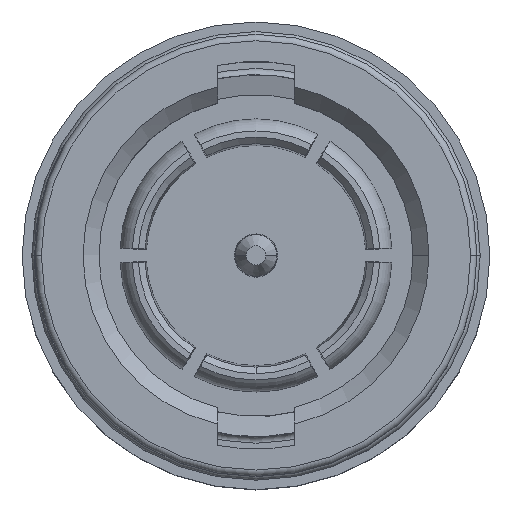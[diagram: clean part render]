
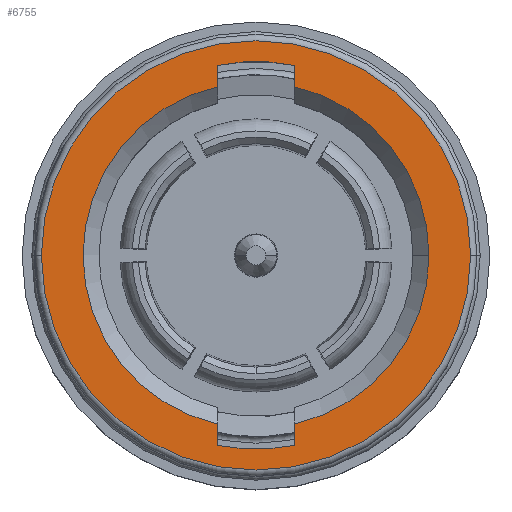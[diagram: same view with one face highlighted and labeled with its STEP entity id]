
A CAD part, top view. The second image highlights one B-rep face of the part: STEP entity #6755.
In plain terms, the highlighted planar face has unit normal (0, 0, 1).
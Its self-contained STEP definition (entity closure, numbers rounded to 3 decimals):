
#154 = CARTESIAN_POINT ( 'NONE',  ( 1.2, -5.265, 0.85 ) ) ;
#156 = EDGE_CURVE ( 'NONE', #14117, #12154, #13857, .T. ) ;
#248 = DIRECTION ( 'NONE',  ( 0., 0., -1. ) ) ;
#341 = CARTESIAN_POINT ( 'NONE',  ( -1.2, -5.93, 0.85 ) ) ;
#421 = CARTESIAN_POINT ( 'NONE',  ( -1.2, 4.751, 0.85 ) ) ;
#572 = CARTESIAN_POINT ( 'NONE',  ( -1.2, 5.265, 0.85 ) ) ;
#671 = AXIS2_PLACEMENT_3D ( 'NONE', #5469, #14063, #6692 ) ;
#1067 = EDGE_CURVE ( 'NONE', #10880, #13252, #14620, .T. ) ;
#1439 = DIRECTION ( 'NONE',  ( 0., 1., 0. ) ) ;
#1466 = AXIS2_PLACEMENT_3D ( 'NONE', #9525, #2186, #10748 ) ;
#1510 = DIRECTION ( 'NONE',  ( 0., 0., 1. ) ) ;
#1525 = VECTOR ( 'NONE', #6371, 1000. ) ;
#1578 = DIRECTION ( 'NONE',  ( 0., 1., 0. ) ) ;
#1670 = DIRECTION ( 'NONE',  ( 0., -1., 0. ) ) ;
#1733 = DIRECTION ( 'NONE',  ( 0., 0., 1. ) ) ;
#1851 = ORIENTED_EDGE ( 'NONE', *, *, #4229, .T. ) ;
#1981 = CARTESIAN_POINT ( 'NONE',  ( 6.7, 0., 0.85 ) ) ;
#2139 = AXIS2_PLACEMENT_3D ( 'NONE', #4167, #12765, #5403 ) ;
#2186 = DIRECTION ( 'NONE',  ( 0., 0., 1. ) ) ;
#2396 = ORIENTED_EDGE ( 'NONE', *, *, #10698, .F. ) ;
#2842 = ORIENTED_EDGE ( 'NONE', *, *, #11914, .T. ) ;
#3188 = VECTOR ( 'NONE', #1439, 1000. ) ;
#3373 = VECTOR ( 'NONE', #1670, 1000. ) ;
#3431 = EDGE_CURVE ( 'NONE', #12154, #10410, #13613, .T. ) ;
#3449 = DIRECTION ( 'NONE',  ( 0., 0., 1. ) ) ;
#3599 = ORIENTED_EDGE ( 'NONE', *, *, #156, .F. ) ;
#3992 = CARTESIAN_POINT ( 'NONE',  ( 1.2, 4.751, 0.85 ) ) ;
#4167 = CARTESIAN_POINT ( 'NONE',  ( 0., 0., 0.85 ) ) ;
#4229 = EDGE_CURVE ( 'NONE', #5721, #5920, #6428, .T. ) ;
#4919 = EDGE_LOOP ( 'NONE', ( #8620, #2396, #8606, #3599, #9364, #11258, #12677, #8613, #9779 ) ) ;
#5165 = EDGE_LOOP ( 'NONE', ( #2842, #1851 ) ) ;
#5270 = VERTEX_POINT ( 'NONE', #572 ) ;
#5403 = DIRECTION ( 'NONE',  ( 1., 0., 0. ) ) ;
#5469 = CARTESIAN_POINT ( 'NONE',  ( 0., 0., 0.85 ) ) ;
#5682 = AXIS2_PLACEMENT_3D ( 'NONE', #8858, #1510, #10123 ) ;
#5721 = VERTEX_POINT ( 'NONE', #1981 ) ;
#5763 = CARTESIAN_POINT ( 'NONE',  ( 1.2, 5.93, 0.85 ) ) ;
#5821 = VECTOR ( 'NONE', #1578, 1000. ) ;
#5920 = VERTEX_POINT ( 'NONE', #13270 ) ;
#5997 = AXIS2_PLACEMENT_3D ( 'NONE', #13773, #6391, #15007 ) ;
#6371 = DIRECTION ( 'NONE',  ( 0., -1., 0. ) ) ;
#6391 = DIRECTION ( 'NONE',  ( 0., 0., 1. ) ) ;
#6428 = CIRCLE ( 'NONE', #671, 6.7 ) ;
#6692 = DIRECTION ( 'NONE',  ( -1., 0., 0. ) ) ;
#6755 = ADVANCED_FACE ( 'NONE', ( #9754, #15909 ), #11264, .F. ) ;
#7592 = CARTESIAN_POINT ( 'NONE',  ( 0., 0., 0.85 ) ) ;
#8111 = CARTESIAN_POINT ( 'NONE',  ( -1.2, -5.265, 0.85 ) ) ;
#8213 = EDGE_CURVE ( 'NONE', #13252, #8927, #11587, .T. ) ;
#8432 = EDGE_CURVE ( 'NONE', #5270, #10880, #12291, .T. ) ;
#8606 = ORIENTED_EDGE ( 'NONE', *, *, #3431, .F. ) ;
#8613 = ORIENTED_EDGE ( 'NONE', *, *, #8432, .F. ) ;
#8620 = ORIENTED_EDGE ( 'NONE', *, *, #11309, .F. ) ;
#8829 = DIRECTION ( 'NONE',  ( -1., 0., 0. ) ) ;
#8858 = CARTESIAN_POINT ( 'NONE',  ( 0., 0., 0.85 ) ) ;
#8927 = VERTEX_POINT ( 'NONE', #10246 ) ;
#9063 = CARTESIAN_POINT ( 'NONE',  ( 0., 0., 0.85 ) ) ;
#9082 = LINE ( 'NONE', #3992, #5821 ) ;
#9149 = VERTEX_POINT ( 'NONE', #5763 ) ;
#9364 = ORIENTED_EDGE ( 'NONE', *, *, #9796, .F. ) ;
#9525 = CARTESIAN_POINT ( 'NONE',  ( 0., 0., 0.85 ) ) ;
#9686 = CARTESIAN_POINT ( 'NONE',  ( -1.2, 5.93, 0.85 ) ) ;
#9750 = LINE ( 'NONE', #14899, #3188 ) ;
#9754 = FACE_OUTER_BOUND ( 'NONE', #5165, .T. ) ;
#9779 = ORIENTED_EDGE ( 'NONE', *, *, #9898, .F. ) ;
#9796 = EDGE_CURVE ( 'NONE', #8927, #14117, #9750, .T. ) ;
#9898 = EDGE_CURVE ( 'NONE', #11064, #5270, #13206, .T. ) ;
#10123 = DIRECTION ( 'NONE',  ( 1., 0., 0. ) ) ;
#10246 = CARTESIAN_POINT ( 'NONE',  ( 1.2, -5.93, 0.85 ) ) ;
#10328 = DIRECTION ( 'NONE',  ( -1., 0., 0. ) ) ;
#10410 = VERTEX_POINT ( 'NONE', #15084 ) ;
#10698 = EDGE_CURVE ( 'NONE', #10410, #9149, #9082, .T. ) ;
#10748 = DIRECTION ( 'NONE',  ( -1., 0., 0. ) ) ;
#10793 = CARTESIAN_POINT ( 'NONE',  ( 0., 0., 0.85 ) ) ;
#10880 = VERTEX_POINT ( 'NONE', #8111 ) ;
#11064 = VERTEX_POINT ( 'NONE', #9686 ) ;
#11258 = ORIENTED_EDGE ( 'NONE', *, *, #8213, .F. ) ;
#11264 = PLANE ( 'NONE',  #15901 ) ;
#11309 = EDGE_CURVE ( 'NONE', #9149, #11064, #13695, .T. ) ;
#11411 = CARTESIAN_POINT ( 'NONE',  ( 5.4, 0., 0.85 ) ) ;
#11542 = CARTESIAN_POINT ( 'NONE',  ( -1.2, -4.751, 0.85 ) ) ;
#11587 = CIRCLE ( 'NONE', #2139, 6.05 ) ;
#11714 = AXIS2_PLACEMENT_3D ( 'NONE', #10793, #3449, #12055 ) ;
#11914 = EDGE_CURVE ( 'NONE', #5920, #5721, #15381, .T. ) ;
#12055 = DIRECTION ( 'NONE',  ( 1., 0., 0. ) ) ;
#12154 = VERTEX_POINT ( 'NONE', #11411 ) ;
#12291 = CIRCLE ( 'NONE', #11714, 5.4 ) ;
#12677 = ORIENTED_EDGE ( 'NONE', *, *, #1067, .F. ) ;
#12765 = DIRECTION ( 'NONE',  ( 0., 0., 1. ) ) ;
#13206 = LINE ( 'NONE', #421, #3373 ) ;
#13252 = VERTEX_POINT ( 'NONE', #341 ) ;
#13270 = CARTESIAN_POINT ( 'NONE',  ( -6.7, 0., 0.85 ) ) ;
#13613 = CIRCLE ( 'NONE', #5997, 5.4 ) ;
#13695 = CIRCLE ( 'NONE', #15053, 6.05 ) ;
#13773 = CARTESIAN_POINT ( 'NONE',  ( 0., 0., 0.85 ) ) ;
#13857 = CIRCLE ( 'NONE', #5682, 5.4 ) ;
#14063 = DIRECTION ( 'NONE',  ( 0., 0., 1. ) ) ;
#14117 = VERTEX_POINT ( 'NONE', #154 ) ;
#14620 = LINE ( 'NONE', #11542, #1525 ) ;
#14899 = CARTESIAN_POINT ( 'NONE',  ( 1.2, -4.751, 0.85 ) ) ;
#15007 = DIRECTION ( 'NONE',  ( 1., 0., 0. ) ) ;
#15053 = AXIS2_PLACEMENT_3D ( 'NONE', #9063, #1733, #10328 ) ;
#15084 = CARTESIAN_POINT ( 'NONE',  ( 1.2, 5.265, 0.85 ) ) ;
#15381 = CIRCLE ( 'NONE', #1466, 6.7 ) ;
#15901 = AXIS2_PLACEMENT_3D ( 'NONE', #7592, #248, #8829 ) ;
#15909 = FACE_BOUND ( 'NONE', #4919, .T. ) ;
